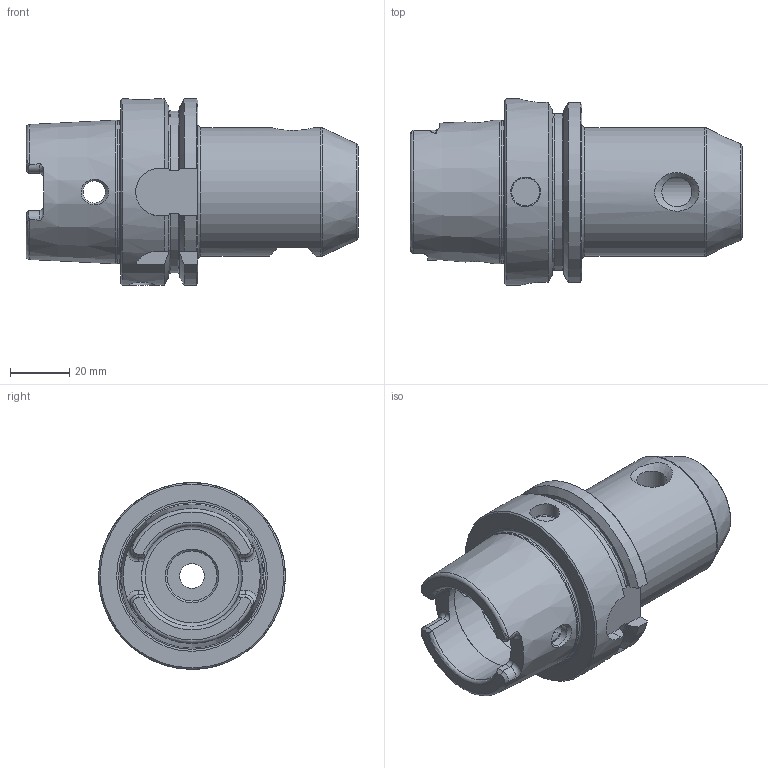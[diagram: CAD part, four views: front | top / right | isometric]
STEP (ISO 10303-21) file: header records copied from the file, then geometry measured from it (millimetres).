
FILE_DESCRIPTION( ( 'Unknown' ), '1' );
FILE_NAME( '256331450-B.stp', 'Unknown', ( 'Unknown' ), ( 'Unknown' ), 'PSStep 15.0.49', 'Unknown', ' ' );
FILE_SCHEMA( ( 'AUTOMOTIVE_DESIGN { 1 0 10303 214 1 1 1 1 }' ) );
Length unit declared in the file: millimetre
Products named in the file (1): 1
Bounding box: 112 x 63 x 63 mm (x, y, z)
Volume: 146934.1 mm3; surface area: 31524.8 mm2
Topology: 1 solids, 1 shells, 133 faces, 357 edges, 227 vertices
Faces by surface type: plane 47, cylinder 35, cone 28, torus 23
Full cylindrical faces by diameter (mm): 7.5 x2, 8.4 x1, 8.5 x1, 10 x1, 10.106 x1, 14 x1, 14.5 x1, 16.917 x1, 20 x1, 34 x2, 40 x1, 43.5 x1, 48.129 x1, 63 x1
Entity records: 5930 total; most frequent: CARTESIAN_POINT 1908, ORIENTED_EDGE 584, DIRECTION 582, EDGE_CURVE 292, AXIS2_PLACEMENT_3D 244, VERTEX_POINT 208, EDGE_LOOP 187, FACE_OUTER_BOUND 160
